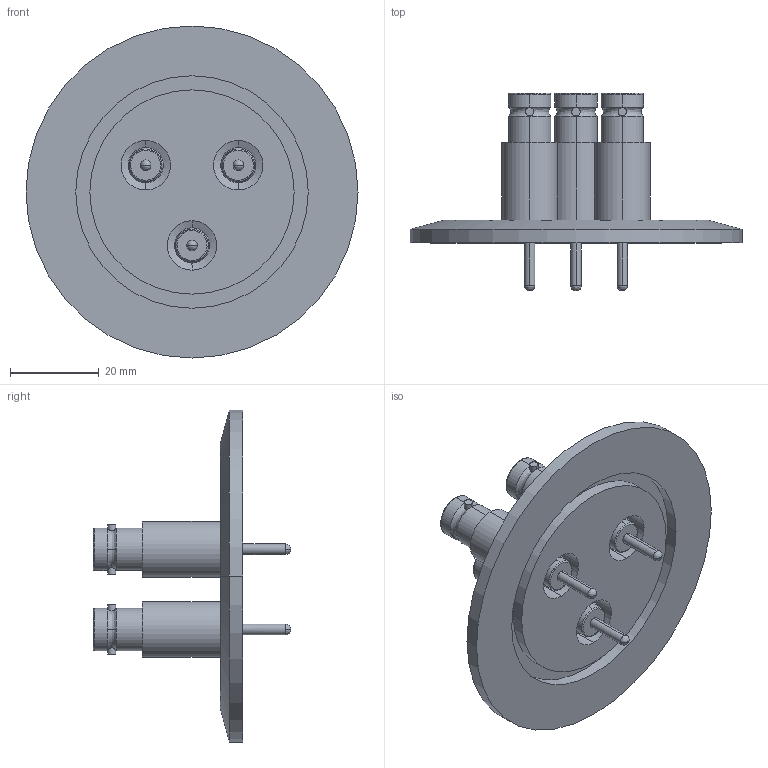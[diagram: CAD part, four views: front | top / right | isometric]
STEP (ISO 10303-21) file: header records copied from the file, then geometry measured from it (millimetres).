
FILE_DESCRIPTION (( 'STEP AP203' ), '1' );
FILE_NAME ('A0476-4-QF.STEP', '2013-08-28T12:52:51', ( '' ), ( '' ), 'SwSTEP 2.0', 'SolidWorks 2012', '' );
FILE_SCHEMA (( 'CONFIG_CONTROL_DESIGN' ));
Length unit declared in the file: inch
Products named in the file (1): A0476-4-QF
Bounding box: 74.93 x 44.6 x 74.93 mm (x, y, z)
Volume: 23734.8 mm3; surface area: 20680.2 mm2
Topology: 1 solids, 1 shells, 318 faces, 727 edges, 452 vertices
Faces by surface type: cylinder 156, plane 70, bspline 48, cone 44
Entity records: 10169 total; most frequent: CARTESIAN_POINT 2854, DIRECTION 1658, ORIENTED_EDGE 1430, EDGE_CURVE 715, AXIS2_PLACEMENT_3D 708, VERTEX_POINT 452, CIRCLE 437, EDGE_LOOP 371
